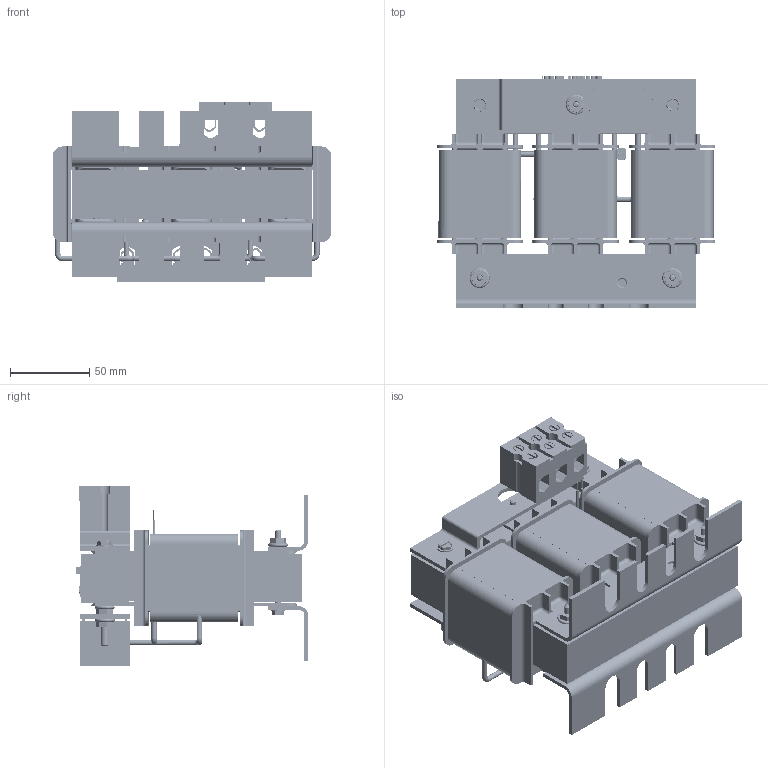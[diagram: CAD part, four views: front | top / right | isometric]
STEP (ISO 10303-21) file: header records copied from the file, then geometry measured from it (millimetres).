
FILE_DESCRIPTION(/* description */ (''),/* implementation_level */ '2;1');
FILE_NAME(/* name */ 'KLRUL8ATBMG.stp',/* time_stamp */ '2020-03-10T13:09:02-05:00',/* author */ ('jnelson'),/* organization */ (''),/* preprocessor_version */ 'ST-DEVELOPER v17',/* originating_system */ 'Autodesk Inventor 2019',/* authorisation */ '');
FILE_SCHEMA (('AUTOMOTIVE_DESIGN { 1 0 10303 214 3 1 1 }'));
Products named in the file (32): KTRMG8A; cframe e; 24144; cframe ee; .120 gap; cframe i; 24260; 25870; 2555; 11997; 26474-Better; 14079; 11923 INVENTOR 13; 11923; 10290; 11923insert-hex head; 11923-1; 11923-HEX SCREW; 26811- KTR-KTRMG 115; KTR15A64G  A1; KTR15A64G  A1-1; KTR15A64G E FRAME STRAIGHT; KTR15A64G  B1-1; 28453; 28453_1; 11923insert; 11923-1_1; 11923-2; 11923-3; 29476-SHORT LEADS; 31664; 31615
Assembly tree (63 placements, depth 4):
  KTRMG8A
    cframe e
    24144  x3
    cframe ee
    .120 gap
    cframe i
    24260  x2
    25870
    2555  x7
    14079  x2
    11997
    26474-Better  x2
    11923 INVENTOR 13
      11923
      11923insert-hex head  x6
        11923-1
        11923-HEX SCREW
      10290  x2
    26811- KTR-KTRMG 115
    KTR15A64G  A1  x2
    KTR15A64G  A1-1  x2
    KTR15A64G  B1-1  x8
    KTR15A64G E FRAME STRAIGHT  x3
    28453
      28453_1
      11923insert  x3
        11923-1_1
        11923-2
        11923-3
    29476-SHORT LEADS
    31664
    31615
Bounding box: 176.34 x 147.07 x 114.29 mm (x, y, z)
Volume: 1035100.3 mm3; surface area: 399337.9 mm2
Topology: 75 solids, 87 shells, 3804 faces, 9904 edges, 6153 vertices
Faces by surface type: plane 1640, cylinder 1335, bspline 352, sphere 193, torus 181, cone 103
Full cylindrical faces by diameter (mm): 0.762 x2, 1.524 x2, 3.15 x4, 3.302 x2, 3.378 x3, 3.383 x24, 3.683 x7, 3.759 x3, 3.802 x126, 4.064 x1, 4.166 x2, 4.434 x2, 4.496 x12, 4.724 x7, 4.826 x136, 5.08 x2, 5.131 x6, 5.172 x60, 5.867 x6, 6.35 x60, 6.604 x12, 7.01 x22, 7.874 x4, 8.544 x3, 10.516 x2, 12.7 x7, 19.05 x1
Entity records: 72101 total; most frequent: CARTESIAN_POINT 25499, ORIENTED_EDGE 9902, DIRECTION 8560, EDGE_CURVE 4951, VERTEX_POINT 3209, LINE 3058, VECTOR 3058, AXIS2_PLACEMENT_3D 2751
